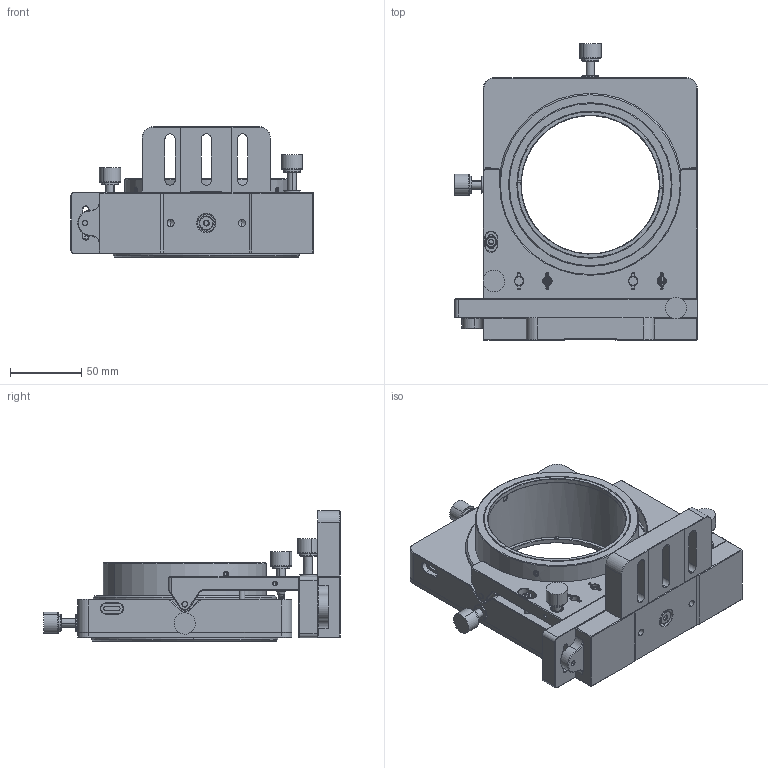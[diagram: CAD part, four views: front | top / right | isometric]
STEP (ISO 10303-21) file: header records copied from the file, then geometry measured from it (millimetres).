
FILE_DESCRIPTION (( 'STEP AP203' ), '1' );
FILE_NAME ('521914.STEP', '2024-09-25T09:23:44', ( '' ), ( '' ), 'SwSTEP 2.0', 'SolidWorks 2020', '' );
FILE_SCHEMA (( 'CONFIG_CONTROL_DESIGN' ));
Length unit declared in the file: millimetre
Products named in the file (1): 521914
Bounding box: 170.03 x 207.47 x 91.5 mm (x, y, z)
Volume: 771693.7 mm3; surface area: 150029.2 mm2
Topology: 24 solids, 38 shells, 1497 faces, 3520 edges, 2151 vertices
Faces by surface type: plane 549, cylinder 386, cone 366, bspline 144, sphere 28, torus 24
Entity records: 80519 total; most frequent: CARTESIAN_POINT 46914, ORIENTED_EDGE 6952, DIRECTION 6869, EDGE_CURVE 3476, AXIS2_PLACEMENT_3D 2661, VERTEX_POINT 2147, EDGE_LOOP 1667, LINE 1547
